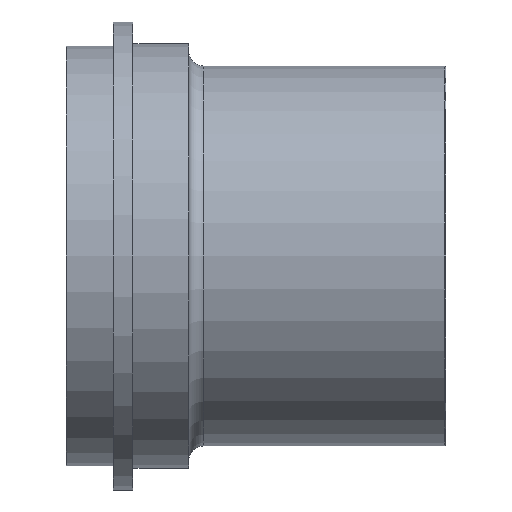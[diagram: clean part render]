
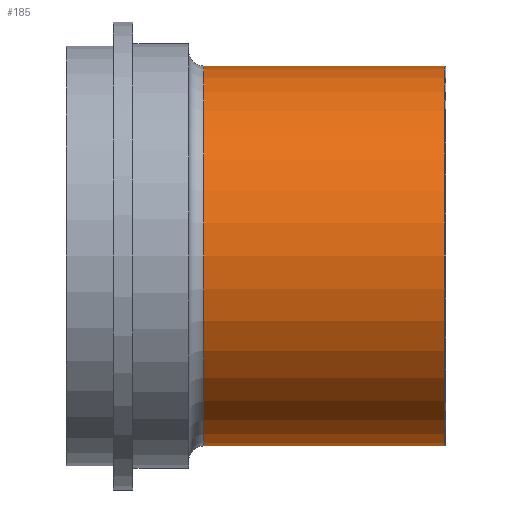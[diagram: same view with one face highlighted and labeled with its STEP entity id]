
A CAD part, front view. The second image highlights one B-rep face of the part: STEP entity #185.
In plain terms, the highlighted cylindrical face has radius 19.05 mm (diameter 38.1 mm), a full revolution.
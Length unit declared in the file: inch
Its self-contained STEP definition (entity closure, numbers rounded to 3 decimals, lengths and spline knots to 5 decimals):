
#16=LINE('',#343,#21);
#21=VECTOR('',#279,0.75);
#26=CYLINDRICAL_SURFACE('',#229,0.75);
#44=FACE_OUTER_BOUND('',#58,.T.);
#58=EDGE_LOOP('',(#147,#148,#149,#150,#151,#152));
#78=CIRCLE('',#227,0.75);
#79=CIRCLE('',#228,0.75);
#80=CIRCLE('',#230,0.75);
#81=CIRCLE('',#231,0.75);
#95=VERTEX_POINT('',#336);
#96=VERTEX_POINT('',#338);
#97=VERTEX_POINT('',#342);
#98=VERTEX_POINT('',#344);
#114=EDGE_CURVE('',#95,#96,#78,.T.);
#115=EDGE_CURVE('',#96,#95,#79,.T.);
#116=EDGE_CURVE('',#96,#97,#16,.T.);
#117=EDGE_CURVE('',#98,#97,#80,.T.);
#118=EDGE_CURVE('',#97,#98,#81,.T.);
#147=ORIENTED_EDGE('',*,*,#115,.F.);
#148=ORIENTED_EDGE('',*,*,#116,.T.);
#149=ORIENTED_EDGE('',*,*,#117,.F.);
#150=ORIENTED_EDGE('',*,*,#118,.F.);
#151=ORIENTED_EDGE('',*,*,#116,.F.);
#152=ORIENTED_EDGE('',*,*,#114,.F.);
#185=ADVANCED_FACE('',(#44),#26,.T.);
#227=AXIS2_PLACEMENT_3D('',#339,#273,#274);
#228=AXIS2_PLACEMENT_3D('',#340,#275,#276);
#229=AXIS2_PLACEMENT_3D('',#341,#277,#278);
#230=AXIS2_PLACEMENT_3D('',#345,#280,#281);
#231=AXIS2_PLACEMENT_3D('',#346,#282,#283);
#273=DIRECTION('center_axis',(1.,0.,0.));
#274=DIRECTION('ref_axis',(0.,-1.,0.));
#275=DIRECTION('center_axis',(1.,0.,0.));
#276=DIRECTION('ref_axis',(0.,-1.,0.));
#277=DIRECTION('center_axis',(1.,0.,0.));
#278=DIRECTION('ref_axis',(0.,1.,0.));
#279=DIRECTION('',(-1.,0.,0.));
#280=DIRECTION('center_axis',(-1.,0.,0.));
#281=DIRECTION('ref_axis',(0.,-1.,0.));
#282=DIRECTION('center_axis',(-1.,0.,0.));
#283=DIRECTION('ref_axis',(0.,-1.,0.));
#336=CARTESIAN_POINT('',(1.495,0.,0.75));
#338=CARTESIAN_POINT('',(1.495,-0.75,0.));
#339=CARTESIAN_POINT('Origin',(1.495,0.,0.));
#340=CARTESIAN_POINT('Origin',(1.495,0.,0.));
#341=CARTESIAN_POINT('Origin',(0.992,0.,0.));
#342=CARTESIAN_POINT('',(0.544,-0.75,0.));
#343=CARTESIAN_POINT('',(0.992,-0.75,0.));
#344=CARTESIAN_POINT('',(0.544,0.,0.75));
#345=CARTESIAN_POINT('Origin',(0.544,0.,0.));
#346=CARTESIAN_POINT('Origin',(0.544,0.,0.));
